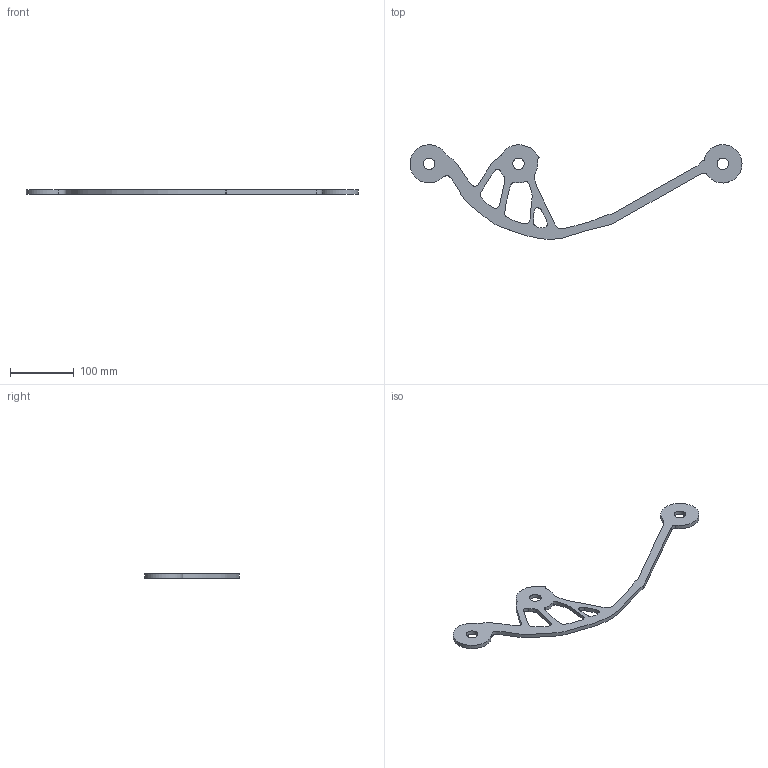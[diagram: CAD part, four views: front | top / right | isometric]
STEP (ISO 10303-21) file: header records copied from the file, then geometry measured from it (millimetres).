
FILE_DESCRIPTION(/* description */ (''),/* implementation_level */ '2;1');
FILE_NAME(/* name */ 'GenDes4 v3.step',/* time_stamp */ '2024-02-15T17:26:24Z',/* author */ (''),/* organization */ (''),/* preprocessor_version */ 'ST-DEVELOPER v20',/* originating_system */ 'Autodesk Translation Framework v12.20.1.177',/* authorisation */ '');
FILE_SCHEMA (('AUTOMOTIVE_DESIGN { 1 0 10303 214 3 1 1 }'));
Length unit declared in the file: millimetre
Products named in the file (1): GenDes4
Bounding box: 519.9 x 148.11 x 6.3 mm (x, y, z)
Volume: 110233.4 mm3; surface area: 47983.6 mm2
Topology: 1 solids, 1 shells, 54 faces, 156 edges, 104 vertices
Faces by surface type: bspline 32, cylinder 16, plane 6
Full cylindrical faces by diameter (mm): 18 x3
Entity records: 2328 total; most frequent: CARTESIAN_POINT 1039, ORIENTED_EDGE 312, DIRECTION 166, EDGE_CURVE 156, VERTEX_POINT 104, B_SPLINE_CURVE_WITH_KNOTS 68, EDGE_LOOP 66, LINE 56
